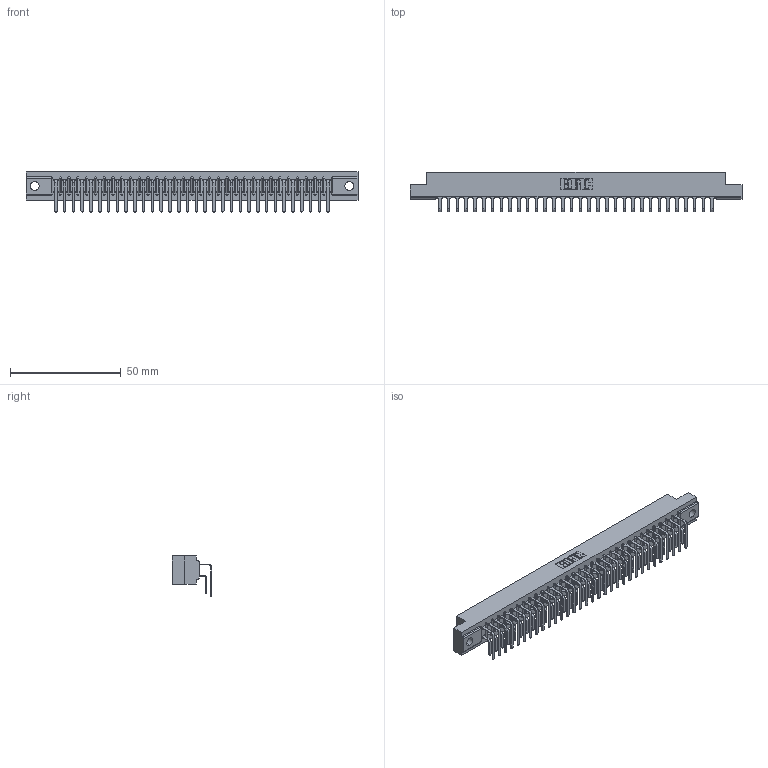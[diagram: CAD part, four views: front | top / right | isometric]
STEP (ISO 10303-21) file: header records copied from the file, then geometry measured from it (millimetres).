
FILE_DESCRIPTION (( 'STEP AP203' ), '1' );
FILE_NAME ('307-032-459-102.STEP', '2020-09-28T16:03:43', ( '' ), ( '' ), 'SwSTEP 2.0', 'SolidWorks 2020', '' );
FILE_SCHEMA (( 'CONFIG_CONTROL_DESIGN' ));
Length unit declared in the file: inch
Products named in the file (4): 307-290-001_559 - 2 (Single); 307-032-459-102; 307 Part_.128 Dia Mounting Holes; 307-290-001_558 559 - 1 (Single)
Assembly tree (65 placements, depth 2):
  307-032-459-102
    307 Part_.128 Dia Mounting Holes
    307-290-001_558 559 - 1 (Single)  x32
    307-290-001_559 - 2 (Single)  x32
Bounding box: 149.81 x 17.69 x 18.07 mm (x, y, z)
Volume: 16055.5 mm3; surface area: 20897.5 mm2
Topology: 65 solids, 65 shells, 3351 faces, 9411 edges, 6098 vertices
Faces by surface type: plane 2182, cylinder 1103, sphere 66
Entity records: 31139 total; most frequent: CARTESIAN_POINT 5098, ORIENTED_EDGE 5050, DIRECTION 4997, EDGE_CURVE 2525, LINE 1931, VECTOR 1931, VERTEX_POINT 1634, AXIS2_PLACEMENT_3D 1533
